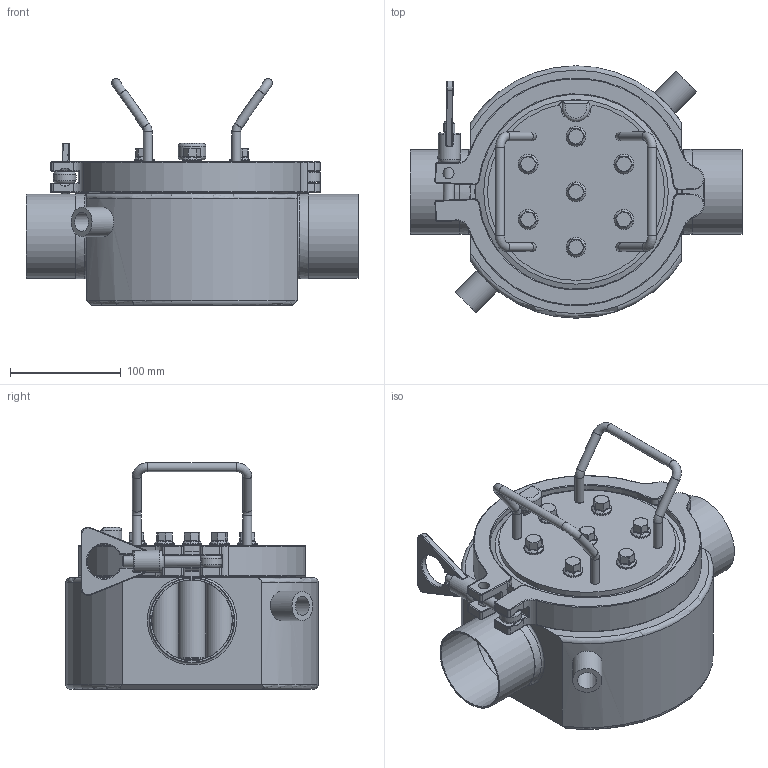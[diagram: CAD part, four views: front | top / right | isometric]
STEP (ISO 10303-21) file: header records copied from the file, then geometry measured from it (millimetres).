
FILE_DESCRIPTION(/* description */ (''),/* implementation_level */ '2;1');
FILE_NAME(/* name */ 'E0146499.stp',/* time_stamp */ '2022-01-20T14:46:48+01:00',/* author */ ('avd'),/* organization */ (''),/* preprocessor_version */ 'ST-DEVELOPER v18.1',/* originating_system */ 'Autodesk Inventor 2021',/* authorisation */ '');
FILE_SCHEMA (('CONFIG_CONTROL_DESIGN'));
Length unit declared in the file: millimetre
Products named in the file (1): Part40
Bounding box: 300 x 228 x 204.74 mm (x, y, z)
Volume: 2334180.7 mm3; surface area: 647933.6 mm2
Topology: 4 solids, 13 shells, 1005 faces, 2286 edges, 1335 vertices
Faces by surface type: cylinder 338, plane 255, torus 157, bspline 153, cone 98, sphere 4
Full cylindrical faces by diameter (mm): 0.01 x8, 4.134 x1, 5 x1, 6.647 x7, 8 x17, 8.1 x4, 8.2 x7, 9 x7, 10 x8, 10.25 x1, 13.7 x2, 14 x1, 16.9 x7, 17.294 x2, 18 x7, 20 x3, 24 x7, 24.8 x7, 25 x7, 26.5 x2, 35 x1, 35.2 x1, 72.8 x2, 73.1 x2, 76.1 x2, 76.8 x2, 156.07 x1, 156.8 x1, 161.2 x1, 170 x1
Entity records: 34289 total; most frequent: CARTESIAN_POINT 11636, DIRECTION 4544, ORIENTED_EDGE 4444, EDGE_CURVE 2222, AXIS2_PLACEMENT_3D 1967, VERTEX_POINT 1335, EDGE_LOOP 1127, CIRCLE 1094
